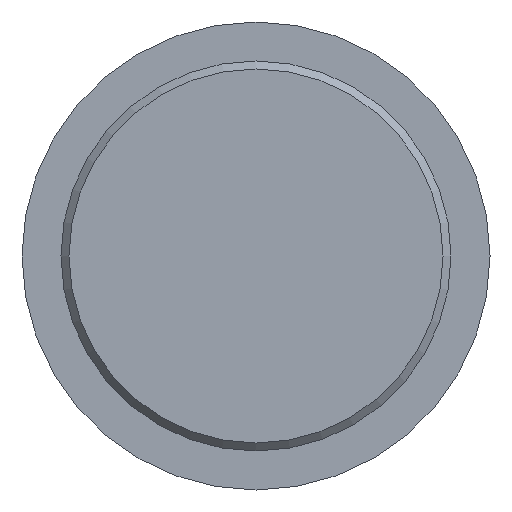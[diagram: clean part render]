
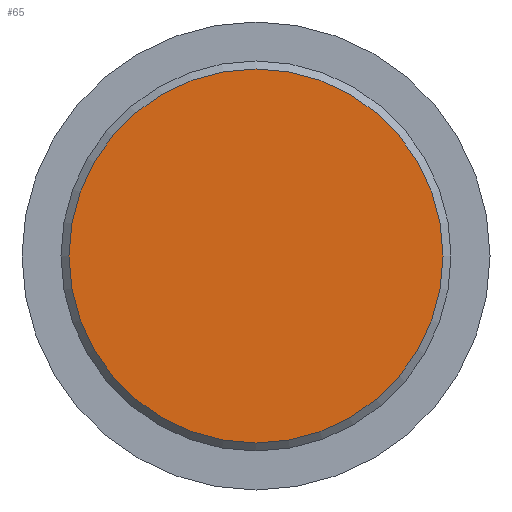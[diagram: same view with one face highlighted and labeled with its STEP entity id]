
A CAD part, front view. The second image highlights one B-rep face of the part: STEP entity #65.
In plain terms, the highlighted planar face has unit normal (0, -1, 0).
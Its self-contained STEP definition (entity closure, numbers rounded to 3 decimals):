
#65 = ADVANCED_FACE( '', ( #139 ), #140, .F. );
#139 = FACE_OUTER_BOUND( '', #216, .T. );
#140 = PLANE( '', #217 );
#216 = EDGE_LOOP( '', ( #321 ) );
#217 = AXIS2_PLACEMENT_3D( '', #322, #323, #324 );
#321 = ORIENTED_EDGE( '', *, *, #430, .T. );
#322 = CARTESIAN_POINT( '', ( 14.387, -16., 0. ) );
#323 = DIRECTION( '', ( 0., 1., 0. ) );
#324 = DIRECTION( '', ( 0., 0., 1. ) );
#430 = EDGE_CURVE( '', #503, #503, #504, .T. );
#503 = VERTEX_POINT( '', #625 );
#504 = CIRCLE( '', #626, 14.387 );
#625 = CARTESIAN_POINT( '', ( 0., -16., -14.387 ) );
#626 = AXIS2_PLACEMENT_3D( '', #738, #739, #740 );
#738 = CARTESIAN_POINT( '', ( 0., -16., 0. ) );
#739 = DIRECTION( '', ( 0., -1., 0. ) );
#740 = DIRECTION( '', ( 0., 0., -1. ) );
